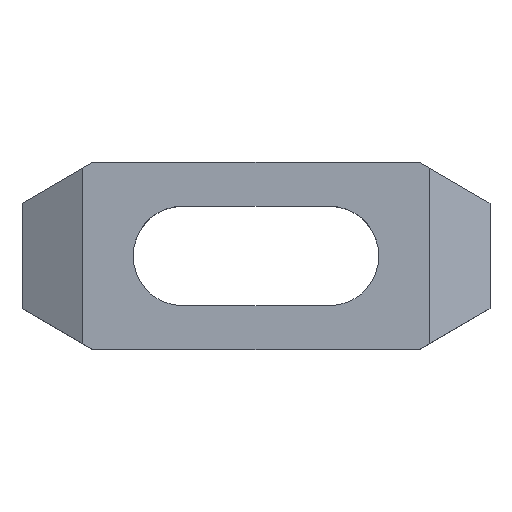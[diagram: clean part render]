
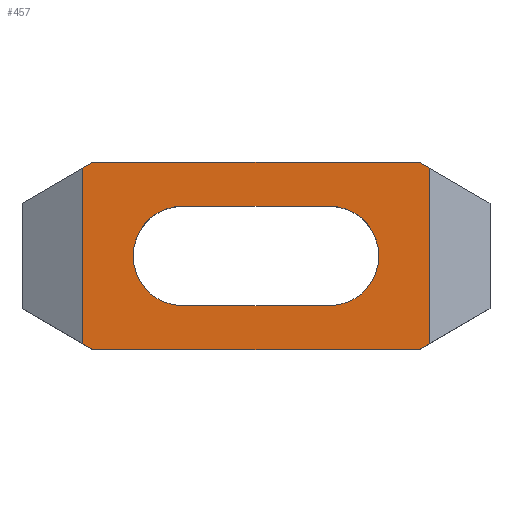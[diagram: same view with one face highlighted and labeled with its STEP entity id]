
A CAD part, top view. The second image highlights one B-rep face of the part: STEP entity #457.
In plain terms, the highlighted planar face has unit normal (0, 0, 1).
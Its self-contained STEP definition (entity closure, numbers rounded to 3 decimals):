
#4 = CARTESIAN_POINT ( 'NONE',  ( -12.5, 0., 16. ) ) ;
#28 = VERTEX_POINT ( 'NONE', #405 ) ;
#39 = CARTESIAN_POINT ( 'NONE',  ( -29.608, -32.094, 16. ) ) ;
#41 = LINE ( 'NONE', #510, #281 ) ;
#42 = LINE ( 'NONE', #138, #432 ) ;
#46 = ORIENTED_EDGE ( 'NONE', *, *, #602, .T. ) ;
#49 = CARTESIAN_POINT ( 'NONE',  ( -12.5, -8.5, 16. ) ) ;
#57 = DIRECTION ( 'NONE',  ( -1., 0., 0. ) ) ;
#60 = CARTESIAN_POINT ( 'NONE',  ( -27.876, 16., 16. ) ) ;
#75 = DIRECTION ( 'NONE',  ( 1., 0., 0. ) ) ;
#81 = VECTOR ( 'NONE', #577, 1000. ) ;
#87 = EDGE_CURVE ( 'NONE', #94, #28, #42, .T. ) ;
#89 = CARTESIAN_POINT ( 'NONE',  ( 27.876, 16., 16. ) ) ;
#92 = DIRECTION ( 'NONE',  ( 0., 1., 0. ) ) ;
#94 = VERTEX_POINT ( 'NONE', #564 ) ;
#96 = DIRECTION ( 'NONE',  ( 0.866, -0.5, 0. ) ) ;
#101 = FACE_BOUND ( 'NONE', #441, .T. ) ;
#102 = VECTOR ( 'NONE', #389, 1000. ) ;
#103 = VERTEX_POINT ( 'NONE', #135 ) ;
#105 = EDGE_CURVE ( 'NONE', #474, #136, #462, .T. ) ;
#107 = LINE ( 'NONE', #60, #102 ) ;
#112 = VECTOR ( 'NONE', #137, 1000. ) ;
#116 = EDGE_CURVE ( 'NONE', #463, #428, #145, .T. ) ;
#120 = VECTOR ( 'NONE', #96, 1000. ) ;
#129 = EDGE_CURVE ( 'NONE', #466, #94, #265, .T. ) ;
#130 = VECTOR ( 'NONE', #57, 1000. ) ;
#132 = CARTESIAN_POINT ( 'NONE',  ( -27.876, 16., 16. ) ) ;
#133 = ORIENTED_EDGE ( 'NONE', *, *, #105, .F. ) ;
#135 = CARTESIAN_POINT ( 'NONE',  ( -29.608, -15., 16. ) ) ;
#136 = VERTEX_POINT ( 'NONE', #49 ) ;
#137 = DIRECTION ( 'NONE',  ( 0., 1., 0. ) ) ;
#138 = CARTESIAN_POINT ( 'NONE',  ( 12.5, 8.5, 16. ) ) ;
#145 = LINE ( 'NONE', #89, #120 ) ;
#147 = ORIENTED_EDGE ( 'NONE', *, *, #87, .F. ) ;
#154 = DIRECTION ( 'NONE',  ( -1., 0., 0. ) ) ;
#164 = CARTESIAN_POINT ( 'NONE',  ( 12.5, -8.5, 16. ) ) ;
#175 = EDGE_CURVE ( 'NONE', #282, #463, #107, .T. ) ;
#191 = CARTESIAN_POINT ( 'NONE',  ( -21., 0., 16. ) ) ;
#192 = EDGE_CURVE ( 'NONE', #525, #566, #586, .T. ) ;
#198 = DIRECTION ( 'NONE',  ( -1., 0., 0. ) ) ;
#199 = VERTEX_POINT ( 'NONE', #341 ) ;
#228 = PLANE ( 'NONE',  #408 ) ;
#237 = DIRECTION ( 'NONE',  ( 0., 0., -1. ) ) ;
#246 = ORIENTED_EDGE ( 'NONE', *, *, #192, .F. ) ;
#256 = EDGE_CURVE ( 'NONE', #566, #398, #478, .T. ) ;
#265 = CIRCLE ( 'NONE', #551, 8.5 ) ;
#279 = CARTESIAN_POINT ( 'NONE',  ( 12.5, 0., 16. ) ) ;
#280 = VECTOR ( 'NONE', #451, 1000. ) ;
#281 = VECTOR ( 'NONE', #92, 1000. ) ;
#282 = VERTEX_POINT ( 'NONE', #132 ) ;
#283 = CARTESIAN_POINT ( 'NONE',  ( 27.876, -16., 16. ) ) ;
#289 = DIRECTION ( 'NONE',  ( 0., 0., 1. ) ) ;
#298 = ORIENTED_EDGE ( 'NONE', *, *, #411, .F. ) ;
#313 = LINE ( 'NONE', #499, #280 ) ;
#325 = EDGE_CURVE ( 'NONE', #199, #282, #507, .T. ) ;
#336 = DIRECTION ( 'NONE',  ( 1., 0., 0. ) ) ;
#341 = CARTESIAN_POINT ( 'NONE',  ( -29.608, 15., 16. ) ) ;
#362 = DIRECTION ( 'NONE',  ( 0.866, 0.5, 0. ) ) ;
#363 = ORIENTED_EDGE ( 'NONE', *, *, #256, .F. ) ;
#367 = CARTESIAN_POINT ( 'NONE',  ( 29.608, 15., 16. ) ) ;
#374 = ORIENTED_EDGE ( 'NONE', *, *, #175, .F. ) ;
#377 = LINE ( 'NONE', #39, #112 ) ;
#384 = ORIENTED_EDGE ( 'NONE', *, *, #325, .F. ) ;
#387 = CIRCLE ( 'NONE', #539, 8.5 ) ;
#389 = DIRECTION ( 'NONE',  ( 1., 0., 0. ) ) ;
#391 = ORIENTED_EDGE ( 'NONE', *, *, #116, .F. ) ;
#393 = ORIENTED_EDGE ( 'NONE', *, *, #431, .F. ) ;
#398 = VERTEX_POINT ( 'NONE', #536 ) ;
#399 = AXIS2_PLACEMENT_3D ( 'NONE', #4, #465, #336 ) ;
#405 = CARTESIAN_POINT ( 'NONE',  ( -12.5, 8.5, 16. ) ) ;
#408 = AXIS2_PLACEMENT_3D ( 'NONE', #601, #237, #508 ) ;
#411 = EDGE_CURVE ( 'NONE', #28, #474, #387, .T. ) ;
#421 = CARTESIAN_POINT ( 'NONE',  ( 29.608, -15., 16. ) ) ;
#424 = VECTOR ( 'NONE', #154, 1000. ) ;
#426 = FACE_OUTER_BOUND ( 'NONE', #565, .T. ) ;
#428 = VERTEX_POINT ( 'NONE', #367 ) ;
#431 = EDGE_CURVE ( 'NONE', #398, #103, #313, .T. ) ;
#432 = VECTOR ( 'NONE', #198, 1000. ) ;
#440 = LINE ( 'NONE', #164, #424 ) ;
#441 = EDGE_LOOP ( 'NONE', ( #610, #46, #133, #298, #147 ) ) ;
#448 = DIRECTION ( 'NONE',  ( 0., 0., 1. ) ) ;
#451 = DIRECTION ( 'NONE',  ( -0.866, 0.5, 0. ) ) ;
#457 = ADVANCED_FACE ( 'NONE', ( #101, #426 ), #228, .F. ) ;
#462 = CIRCLE ( 'NONE', #399, 8.5 ) ;
#463 = VERTEX_POINT ( 'NONE', #556 ) ;
#465 = DIRECTION ( 'NONE',  ( 0., 0., 1. ) ) ;
#466 = VERTEX_POINT ( 'NONE', #605 ) ;
#471 = DIRECTION ( 'NONE',  ( 1., 0., 0. ) ) ;
#474 = VERTEX_POINT ( 'NONE', #191 ) ;
#478 = LINE ( 'NONE', #489, #130 ) ;
#489 = CARTESIAN_POINT ( 'NONE',  ( 27.876, -16., 16. ) ) ;
#497 = CARTESIAN_POINT ( 'NONE',  ( -12.5, 0., 16. ) ) ;
#499 = CARTESIAN_POINT ( 'NONE',  ( -27.876, -16., 16. ) ) ;
#500 = ORIENTED_EDGE ( 'NONE', *, *, #562, .T. ) ;
#505 = VECTOR ( 'NONE', #362, 1000. ) ;
#507 = LINE ( 'NONE', #598, #505 ) ;
#508 = DIRECTION ( 'NONE',  ( -1., 0., 0. ) ) ;
#510 = CARTESIAN_POINT ( 'NONE',  ( 29.608, -32.094, 16. ) ) ;
#525 = VERTEX_POINT ( 'NONE', #421 ) ;
#536 = CARTESIAN_POINT ( 'NONE',  ( -27.876, -16., 16. ) ) ;
#539 = AXIS2_PLACEMENT_3D ( 'NONE', #497, #448, #75 ) ;
#543 = ORIENTED_EDGE ( 'NONE', *, *, #559, .F. ) ;
#551 = AXIS2_PLACEMENT_3D ( 'NONE', #279, #289, #471 ) ;
#556 = CARTESIAN_POINT ( 'NONE',  ( 27.876, 16., 16. ) ) ;
#559 = EDGE_CURVE ( 'NONE', #103, #199, #377, .T. ) ;
#562 = EDGE_CURVE ( 'NONE', #525, #428, #41, .T. ) ;
#564 = CARTESIAN_POINT ( 'NONE',  ( 12.5, 8.5, 16. ) ) ;
#565 = EDGE_LOOP ( 'NONE', ( #543, #393, #363, #246, #500, #391, #374, #384 ) ) ;
#566 = VERTEX_POINT ( 'NONE', #283 ) ;
#577 = DIRECTION ( 'NONE',  ( -0.866, -0.5, 0. ) ) ;
#581 = CARTESIAN_POINT ( 'NONE',  ( 40., -9., 16. ) ) ;
#586 = LINE ( 'NONE', #581, #81 ) ;
#598 = CARTESIAN_POINT ( 'NONE',  ( -40., 9., 16. ) ) ;
#601 = CARTESIAN_POINT ( 'NONE',  ( 0., -32.094, 16. ) ) ;
#602 = EDGE_CURVE ( 'NONE', #466, #136, #440, .T. ) ;
#605 = CARTESIAN_POINT ( 'NONE',  ( 12.5, -8.5, 16. ) ) ;
#610 = ORIENTED_EDGE ( 'NONE', *, *, #129, .F. ) ;
